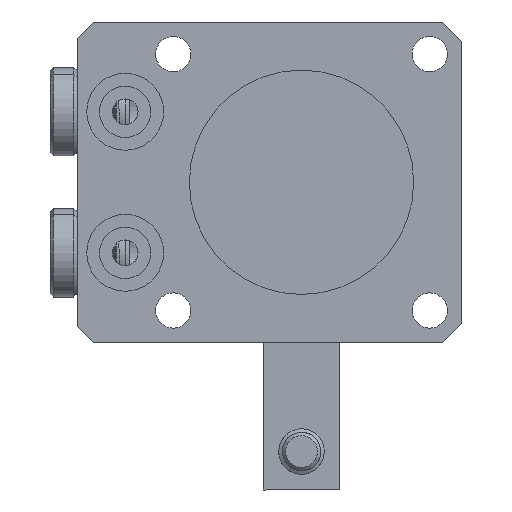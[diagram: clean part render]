
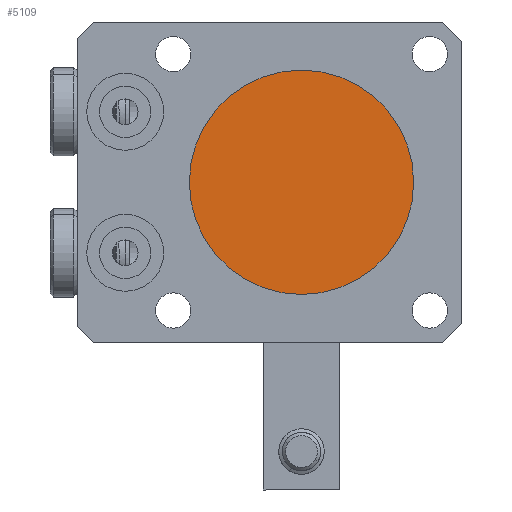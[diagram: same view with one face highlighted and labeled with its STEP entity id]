
A CAD part, front view. The second image highlights one B-rep face of the part: STEP entity #5109.
In plain terms, the highlighted planar face has unit normal (0, -1, 0).
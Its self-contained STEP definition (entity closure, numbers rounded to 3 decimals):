
#492 = AXIS2_PLACEMENT_3D ( 'NONE', #10843, #3473, #12063 ) ;
#572 = CARTESIAN_POINT ( 'NONE',  ( 300.927, -3.842, 0. ) ) ;
#574 = VERTEX_POINT ( 'NONE', #8869 ) ;
#1388 = PLANE ( 'NONE',  #11348 ) ;
#1829 = DIRECTION ( 'NONE',  ( 0., 0., -1. ) ) ;
#2053 = ORIENTED_EDGE ( 'NONE', *, *, #7405, .T. ) ;
#2311 = CIRCLE ( 'NONE', #492, 17.5 ) ;
#3100 = FACE_OUTER_BOUND ( 'NONE', #13404, .T. ) ;
#3473 = DIRECTION ( 'NONE',  ( 0., -1., 0. ) ) ;
#3881 = CARTESIAN_POINT ( 'NONE',  ( 300.927, -3.842, 0. ) ) ;
#5109 = ADVANCED_FACE ( 'NONE', ( #3100 ), #1388, .T. ) ;
#6341 = DIRECTION ( 'NONE',  ( 0., -1., 0. ) ) ;
#6531 = EDGE_CURVE ( 'NONE', #574, #9277, #9079, .T. ) ;
#7008 = ORIENTED_EDGE ( 'NONE', *, *, #6531, .T. ) ;
#7405 = EDGE_CURVE ( 'NONE', #9277, #574, #2311, .T. ) ;
#8869 = CARTESIAN_POINT ( 'NONE',  ( 300.927, -3.842, 17.5 ) ) ;
#9079 = CIRCLE ( 'NONE', #11600, 17.5 ) ;
#9184 = DIRECTION ( 'NONE',  ( 0., -1., 0. ) ) ;
#9277 = VERTEX_POINT ( 'NONE', #15519 ) ;
#10843 = CARTESIAN_POINT ( 'NONE',  ( 300.927, -3.842, 0. ) ) ;
#11348 = AXIS2_PLACEMENT_3D ( 'NONE', #3881, #6341, #14930 ) ;
#11600 = AXIS2_PLACEMENT_3D ( 'NONE', #572, #9184, #1829 ) ;
#12063 = DIRECTION ( 'NONE',  ( 0., 0., -1. ) ) ;
#13404 = EDGE_LOOP ( 'NONE', ( #2053, #7008 ) ) ;
#14930 = DIRECTION ( 'NONE',  ( 0., 0., -1. ) ) ;
#15519 = CARTESIAN_POINT ( 'NONE',  ( 300.927, -3.842, -17.5 ) ) ;
